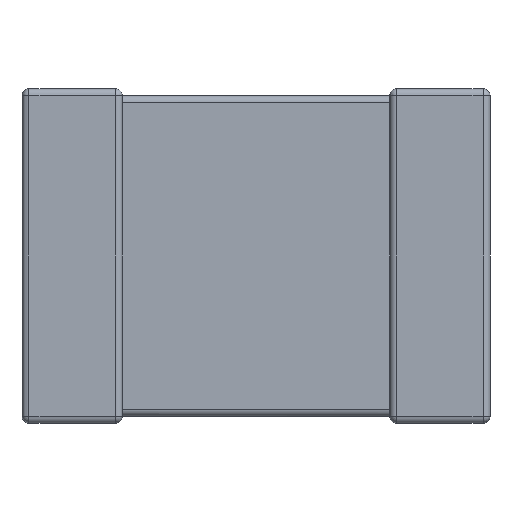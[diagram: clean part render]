
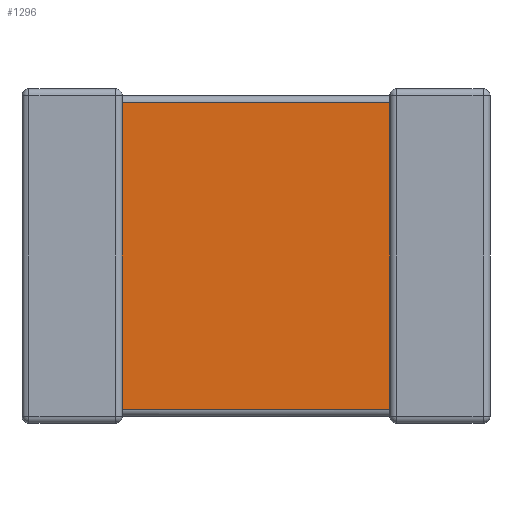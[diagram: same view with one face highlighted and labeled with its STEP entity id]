
A CAD part, front view. The second image highlights one B-rep face of the part: STEP entity #1296.
In plain terms, the highlighted planar face has unit normal (0, -1, 0).
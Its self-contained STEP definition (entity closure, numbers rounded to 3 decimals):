
#112 = ORIENTED_EDGE ( 'NONE', *, *, #3645, .T. ) ;
#158 = AXIS2_PLACEMENT_3D ( 'NONE', #2385, #873, #3398 ) ;
#226 = CARTESIAN_POINT ( 'NONE',  ( 3.85, 0.073, -3.354 ) ) ;
#336 = EDGE_LOOP ( 'NONE', ( #4586, #3247, #3639, #112 ) ) ;
#358 = CARTESIAN_POINT ( 'NONE',  ( 3.85, 0.073, -3.5 ) ) ;
#619 = FACE_OUTER_BOUND ( 'NONE', #336, .T. ) ;
#720 = CARTESIAN_POINT ( 'NONE',  ( 1.05, 0.073, -0.146 ) ) ;
#793 = LINE ( 'NONE', #4221, #968 ) ;
#873 = DIRECTION ( 'NONE',  ( 0., -1., 0. ) ) ;
#876 = VERTEX_POINT ( 'NONE', #1778 ) ;
#968 = VECTOR ( 'NONE', #4598, 1000. ) ;
#1227 = VERTEX_POINT ( 'NONE', #3462 ) ;
#1273 = LINE ( 'NONE', #720, #3493 ) ;
#1296 = ADVANCED_FACE ( 'NONE', ( #619 ), #3800, .T. ) ;
#1347 = EDGE_CURVE ( 'NONE', #3228, #3336, #793, .T. ) ;
#1449 = DIRECTION ( 'NONE',  ( -1., 0., 0. ) ) ;
#1462 = EDGE_CURVE ( 'NONE', #3228, #1227, #2670, .T. ) ;
#1523 = DIRECTION ( 'NONE',  ( 0., 0., 1. ) ) ;
#1778 = CARTESIAN_POINT ( 'NONE',  ( 3.85, 0.073, -0.146 ) ) ;
#1990 = CARTESIAN_POINT ( 'NONE',  ( 1.05, 0.073, -3.354 ) ) ;
#2361 = LINE ( 'NONE', #358, #4389 ) ;
#2385 = CARTESIAN_POINT ( 'NONE',  ( 1.05, 0.073, -3.5 ) ) ;
#2670 = LINE ( 'NONE', #226, #3292 ) ;
#3069 = CARTESIAN_POINT ( 'NONE',  ( 1.05, 0.073, -0.146 ) ) ;
#3208 = DIRECTION ( 'NONE',  ( 1., 0., 0. ) ) ;
#3228 = VERTEX_POINT ( 'NONE', #1990 ) ;
#3247 = ORIENTED_EDGE ( 'NONE', *, *, #1462, .T. ) ;
#3292 = VECTOR ( 'NONE', #3208, 1000. ) ;
#3336 = VERTEX_POINT ( 'NONE', #3069 ) ;
#3398 = DIRECTION ( 'NONE',  ( 0., 0., -1. ) ) ;
#3462 = CARTESIAN_POINT ( 'NONE',  ( 3.85, 0.073, -3.354 ) ) ;
#3493 = VECTOR ( 'NONE', #1449, 1000. ) ;
#3639 = ORIENTED_EDGE ( 'NONE', *, *, #3713, .T. ) ;
#3645 = EDGE_CURVE ( 'NONE', #876, #3336, #1273, .T. ) ;
#3713 = EDGE_CURVE ( 'NONE', #1227, #876, #2361, .T. ) ;
#3800 = PLANE ( 'NONE',  #158 ) ;
#4221 = CARTESIAN_POINT ( 'NONE',  ( 1.05, 0.073, -3.5 ) ) ;
#4389 = VECTOR ( 'NONE', #1523, 1000. ) ;
#4586 = ORIENTED_EDGE ( 'NONE', *, *, #1347, .F. ) ;
#4598 = DIRECTION ( 'NONE',  ( 0., 0., 1. ) ) ;
